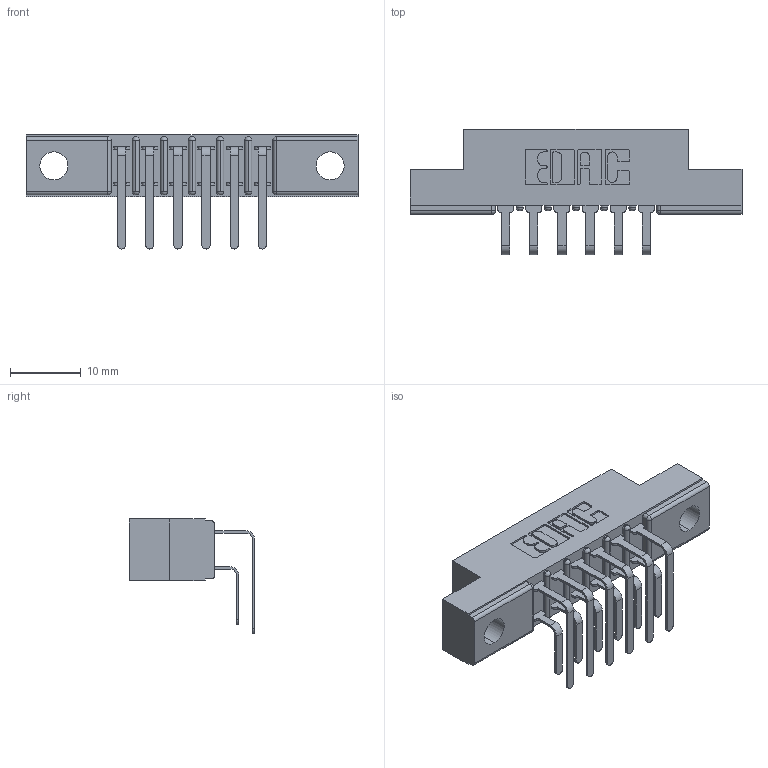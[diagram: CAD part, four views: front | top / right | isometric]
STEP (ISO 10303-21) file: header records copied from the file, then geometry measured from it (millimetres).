
FILE_DESCRIPTION (( 'STEP AP203' ), '1' );
FILE_NAME ('357-012-459-204.STEP', '2020-10-02T16:56:02', ( '' ), ( '' ), 'SwSTEP 2.0', 'SolidWorks 2020', '' );
FILE_SCHEMA (( 'CONFIG_CONTROL_DESIGN' ));
Length unit declared in the file: inch
Products named in the file (4): 307 Part_.156 Dia Mounting Holes; 357-012-459-204; 307-290-001_559 - 2 (Single); 307-290-001_558 559 - 1 (Single)
Assembly tree (13 placements, depth 2):
  357-012-459-204
    307 Part_.156 Dia Mounting Holes
    307-290-001_558 559 - 1 (Single)  x6
    307-290-001_559 - 2 (Single)  x6
Bounding box: 46.79 x 17.69 x 16.08 mm (x, y, z)
Volume: 3009.4 mm3; surface area: 4668.9 mm2
Topology: 13 solids, 13 shells, 739 faces, 2063 edges, 1338 vertices
Faces by surface type: plane 480, cylinder 245, sphere 14
Entity records: 11639 total; most frequent: CARTESIAN_POINT 1922, ORIENTED_EDGE 1898, DIRECTION 1889, EDGE_CURVE 949, LINE 719, VECTOR 719, VERTEX_POINT 618, AXIS2_PLACEMENT_3D 585
